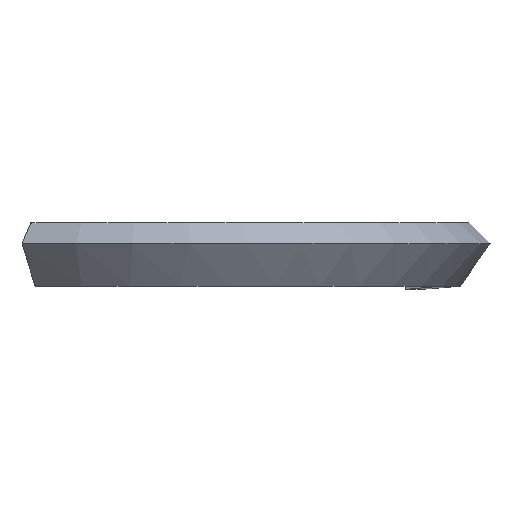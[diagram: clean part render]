
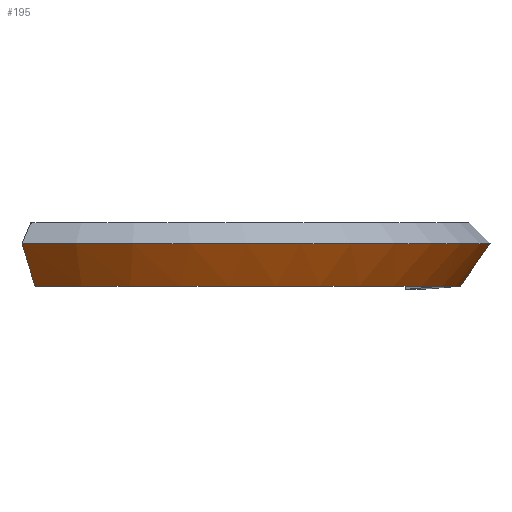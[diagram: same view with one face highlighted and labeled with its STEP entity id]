
A CAD part, front view. The second image highlights one B-rep face of the part: STEP entity #195.
In plain terms, the highlighted conical face has half-angle 36.141 degrees and reference radius 7.873 mm.
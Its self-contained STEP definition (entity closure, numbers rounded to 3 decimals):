
#17=CIRCLE('',#216,7.485);
#20=CIRCLE('',#223,7.485);
#23=CIRCLE('',#227,7.485);
#24=CIRCLE('',#230,8.261);
#30=CONICAL_SURFACE('',#229,7.873,0.631);
#41=FACE_OUTER_BOUND('',#53,.T.);
#53=EDGE_LOOP('',(#163,#164,#165,#166,#167,#168));
#68=LINE('',#339,#84);
#70=LINE('',#343,#86);
#84=VECTOR('',#280,10.);
#86=VECTOR('',#284,10.);
#91=VERTEX_POINT('',#302);
#94=VERTEX_POINT('',#310);
#97=VERTEX_POINT('',#324);
#100=VERTEX_POINT('',#332);
#102=VERTEX_POINT('',#338);
#103=VERTEX_POINT('',#342);
#111=EDGE_CURVE('',#91,#94,#17,.T.);
#117=EDGE_CURVE('',#97,#91,#20,.T.);
#122=EDGE_CURVE('',#94,#100,#23,.T.);
#124=EDGE_CURVE('',#97,#102,#68,.T.);
#126=EDGE_CURVE('',#103,#100,#70,.T.);
#127=EDGE_CURVE('',#102,#103,#24,.T.);
#163=ORIENTED_EDGE('',*,*,#117,.T.);
#164=ORIENTED_EDGE('',*,*,#111,.T.);
#165=ORIENTED_EDGE('',*,*,#122,.T.);
#166=ORIENTED_EDGE('',*,*,#126,.F.);
#167=ORIENTED_EDGE('',*,*,#127,.F.);
#168=ORIENTED_EDGE('',*,*,#124,.F.);
#195=ADVANCED_FACE('',(#41),#30,.T.);
#216=AXIS2_PLACEMENT_3D('',#312,#248,#249);
#223=AXIS2_PLACEMENT_3D('',#325,#265,#266);
#227=AXIS2_PLACEMENT_3D('',#334,#275,#276);
#229=AXIS2_PLACEMENT_3D('',#341,#282,#283);
#230=AXIS2_PLACEMENT_3D('',#344,#285,#286);
#248=DIRECTION('center_axis',(0.,0.,
1.));
#249=DIRECTION('ref_axis',(1.,0.,0.));
#265=DIRECTION('center_axis',(0.,0.,
1.));
#266=DIRECTION('ref_axis',(1.,0.,0.));
#275=DIRECTION('center_axis',(0.,0.,
1.));
#276=DIRECTION('ref_axis',(1.,0.,0.));
#280=DIRECTION('',(-0.249,-0.535,0.808));
#282=DIRECTION('center_axis',(0.,0.,1.));
#283=DIRECTION('ref_axis',(1.,0.,0.));
#284=DIRECTION('',(0.249,-0.535,-0.808));
#285=DIRECTION('center_axis',(0.,0.,1.));
#286=DIRECTION('ref_axis',(1.,0.,0.));
#302=CARTESIAN_POINT('',(7.033,-2.56,0.537));
#310=CARTESIAN_POINT('',(7.033,2.56,0.537));
#312=CARTESIAN_POINT('Origin',(0.,0.,
0.537));
#324=CARTESIAN_POINT('',(-3.163,-6.783,0.537));
#325=CARTESIAN_POINT('Origin',(0.,0.,
0.537));
#332=CARTESIAN_POINT('',(-3.163,6.783,0.537));
#334=CARTESIAN_POINT('Origin',(0.,0.,
0.537));
#338=CARTESIAN_POINT('',(-3.491,-7.487,1.6));
#339=CARTESIAN_POINT('',(-3.491,-7.487,1.6));
#341=CARTESIAN_POINT('Origin',(0.,0.,1.069));
#342=CARTESIAN_POINT('',(-3.491,7.487,1.6));
#343=CARTESIAN_POINT('',(-3.491,7.487,1.6));
#344=CARTESIAN_POINT('Origin',(0.,0.,
1.6));
